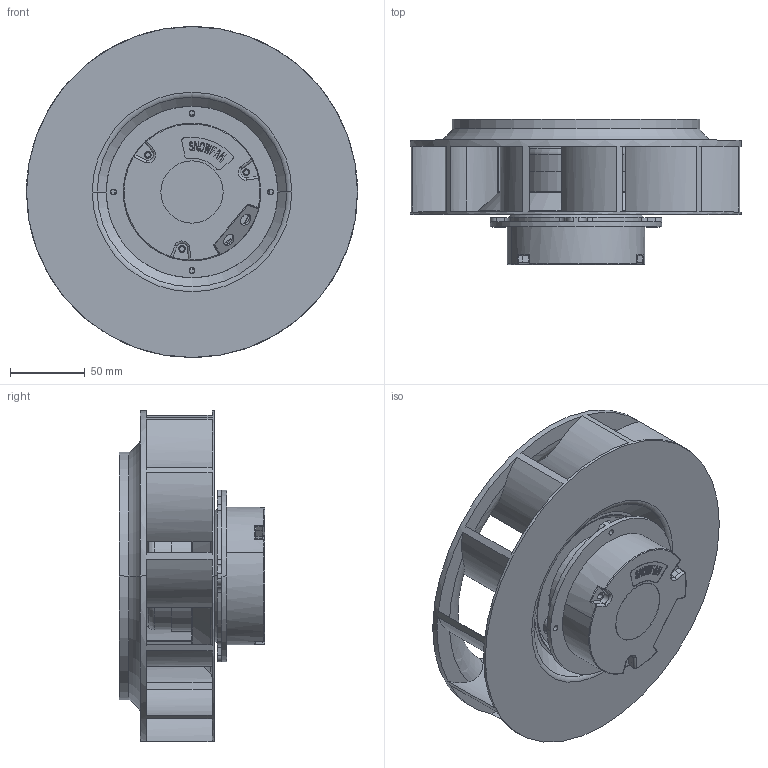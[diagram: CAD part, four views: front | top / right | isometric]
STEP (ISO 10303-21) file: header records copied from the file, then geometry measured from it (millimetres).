
FILE_DESCRIPTION((''),'2;1');
FILE_NAME('EC22599-125MM_ASM','2018-12-27T',('Administrator'),(''),'PRO/ENGINEER BY PARAMETRIC TECHNOLOGY CORPORATION, 2009440','PRO/ENGINEER BY PARAMETRIC TECHNOLOGY CORPORATION, 2009440','');
FILE_SCHEMA(('CONFIG_CONTROL_DESIGN'));
Products named in the file (17): PRT0001_14_1; PRT0004_6_1; PRT0008_1_1; PRT0009_12_1; TIEXIN_1_1; XINXIAJIA_5_1; 54-9SHANGXIANJIA_1_1; CITIAO_1_1; JIBAN_1_1; XINPIAN_1_1; ASM0001_ASM_4_ASM_ASM_ASM_1_ASM; PRT0006_1; ASM0001_ASM_ASM_ASM_ASM_1_ASM; EC133_ASM_ASM_1_ASM; 22599-72_ASM_1_ASM; 220SHANYE; EC22599-125MM_ASM
Assembly tree (18 placements, depth 6):
  EC22599-125MM_ASM
    22599-72_ASM_1_ASM
      EC133_ASM_ASM_1_ASM
        ASM0001_ASM_ASM_ASM_ASM_1_ASM
          ASM0001_ASM_4_ASM_ASM_ASM_1_ASM
            PRT0001_14_1
            PRT0004_6_1
            PRT0008_1_1
            PRT0009_12_1
            TIEXIN_1_1
            XINXIAJIA_5_1
            54-9SHANGXIANJIA_1_1
            CITIAO_1_1
            JIBAN_1_1
            XINPIAN_1_1  x3
          PRT0006_1
    220SHANYE
Bounding box: 220.86 x 97 x 220.86 mm (x, y, z)
Volume: 352867.9 mm3; surface area: 357535.2 mm2
Topology: 14 solids, 14 shells, 2048 faces, 5991 edges, 4020 vertices
Faces by surface type: plane 1073, cylinder 876, torus 51, cone 35, bspline 11, sphere 2
Entity records: 70047 total; most frequent: CARTESIAN_POINT 13790, DIRECTION 12022, ORIENTED_EDGE 11882, EDGE_CURVE 5941, AXIS2_PLACEMENT_3D 4261, VERTEX_POINT 3988, VECTOR 3500, LINE 3500
